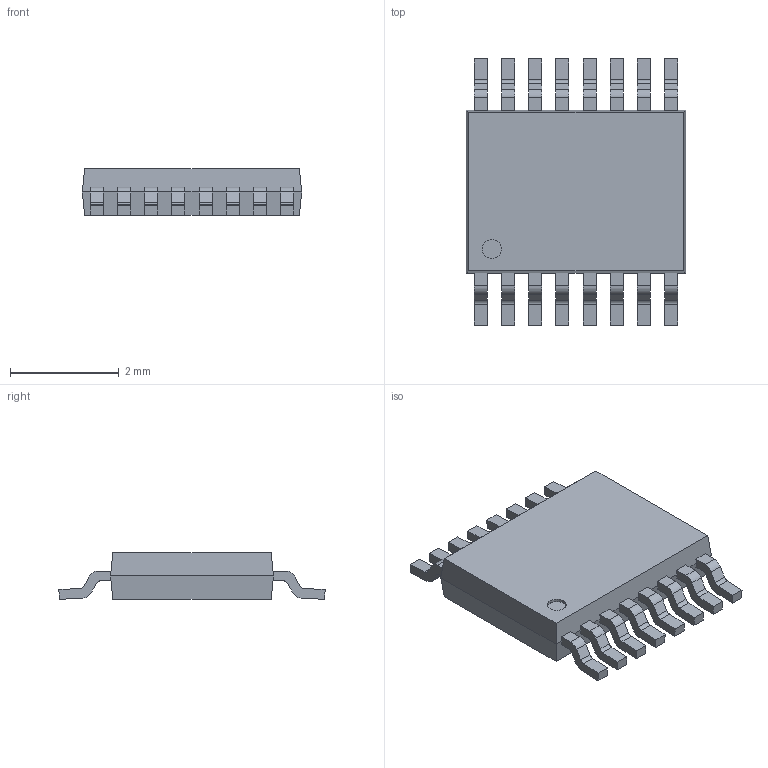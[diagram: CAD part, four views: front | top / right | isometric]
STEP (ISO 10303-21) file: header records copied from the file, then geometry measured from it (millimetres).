
FILE_DESCRIPTION(('FreeCAD Model'),'2;1');
FILE_NAME('User Library-MSOP-16.step', '2017-05-12T18:59:30',('kicad StepUp'),('ksu MCAD'), 'Open CASCADE STEP processor 6.8','FreeCAD','Unknown');
FILE_SCHEMA(('AUTOMOTIVE_DESIGN_CC2 { 1 2 10303 214 -1 1 5 4 }'));
Length unit declared in the file: millimetre
Products named in the file (2): ASSEMBLY; User_Library-MSOP-16
Assembly tree (1 placements, depth 2):
  ASSEMBLY
    User_Library-MSOP-16
Bounding box: 4.04 x 4.9 x 0.86 mm (x, y, z)
Volume: 10.9 mm3; surface area: 50 mm2
Topology: 1 solids, 1 shells, 221 faces, 650 edges, 432 vertices
Faces by surface type: plane 155, cylinder 66
Entity records: 8903 total; most frequent: CARTESIAN_POINT 1305, ORIENTED_EDGE 1300, DIRECTION 1228, EDGE_CURVE 650, LINE 518, VECTOR 518, VERTEX_POINT 432, AXIS2_PLACEMENT_3D 355
